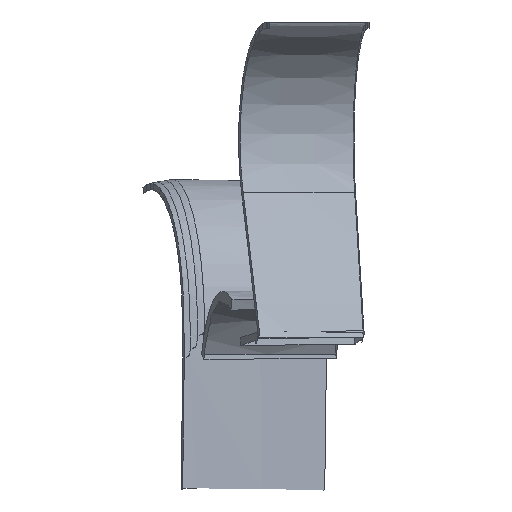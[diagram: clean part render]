
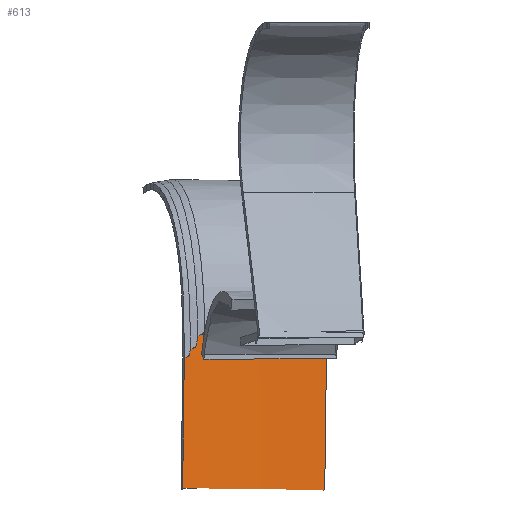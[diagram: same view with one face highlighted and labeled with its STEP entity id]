
A CAD part, left-side view. The second image highlights one B-rep face of the part: STEP entity #613.
In plain terms, the highlighted face is a revolution surface.
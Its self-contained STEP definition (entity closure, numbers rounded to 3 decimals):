
#31=SURFACE_OF_REVOLUTION('',#2547,#33);
#33=AXIS1_PLACEMENT('',#5151,#2919);
#35=(
BOUNDED_CURVE()
B_SPLINE_CURVE(3,(#5065,#5066,#5067,#5068),.UNSPECIFIED.,.F.,.F.)
B_SPLINE_CURVE_WITH_KNOTS((4,4),(0.,1.),.UNSPECIFIED.)
CURVE()
GEOMETRIC_REPRESENTATION_ITEM()
RATIONAL_B_SPLINE_CURVE((1.,1.,1.,1.))
REPRESENTATION_ITEM('')
);
#36=(
BOUNDED_CURVE()
B_SPLINE_CURVE(3,(#5070,#5071,#5072,#5073),.UNSPECIFIED.,.F.,.F.)
B_SPLINE_CURVE_WITH_KNOTS((4,4),(0.,1.),.UNSPECIFIED.)
CURVE()
GEOMETRIC_REPRESENTATION_ITEM()
RATIONAL_B_SPLINE_CURVE((1.,1.,1.,1.))
REPRESENTATION_ITEM('')
);
#37=(
BOUNDED_CURVE()
B_SPLINE_CURVE(3,(#5075,#5076,#5077,#5078),.UNSPECIFIED.,.F.,.F.)
B_SPLINE_CURVE_WITH_KNOTS((4,4),(0.,1.),.UNSPECIFIED.)
CURVE()
GEOMETRIC_REPRESENTATION_ITEM()
RATIONAL_B_SPLINE_CURVE((1.,0.999,0.999,1.))
REPRESENTATION_ITEM('')
);
#38=(
BOUNDED_CURVE()
B_SPLINE_CURVE(3,(#5090,#5091,#5092,#5093),.UNSPECIFIED.,.F.,.F.)
B_SPLINE_CURVE_WITH_KNOTS((4,4),(0.,1.),.UNSPECIFIED.)
CURVE()
GEOMETRIC_REPRESENTATION_ITEM()
RATIONAL_B_SPLINE_CURVE((1.,0.999,0.999,1.))
REPRESENTATION_ITEM('')
);
#613=ADVANCED_FACE('',(#730),#31,.F.);
#730=FACE_OUTER_BOUND('',#796,.T.);
#796=EDGE_LOOP('',(#1346,#1347,#1348,#1349,#1350,#1351,#1352,#1353,#1354,
#1355,#1356,#1357));
#1346=ORIENTED_EDGE('',*,*,#2189,.F.);
#1347=ORIENTED_EDGE('',*,*,#2190,.T.);
#1348=ORIENTED_EDGE('',*,*,#2191,.T.);
#1349=ORIENTED_EDGE('',*,*,#2192,.T.);
#1350=ORIENTED_EDGE('',*,*,#2193,.T.);
#1351=ORIENTED_EDGE('',*,*,#2194,.T.);
#1352=ORIENTED_EDGE('',*,*,#2195,.F.);
#1353=ORIENTED_EDGE('',*,*,#2196,.F.);
#1354=ORIENTED_EDGE('',*,*,#2197,.F.);
#1355=ORIENTED_EDGE('',*,*,#2198,.T.);
#1356=ORIENTED_EDGE('',*,*,#2199,.F.);
#1357=ORIENTED_EDGE('',*,*,#2200,.T.);
#1784=VERTEX_POINT('',#5063);
#1785=VERTEX_POINT('',#5064);
#1786=VERTEX_POINT('',#5069);
#1787=VERTEX_POINT('',#5074);
#1788=VERTEX_POINT('',#5079);
#1789=VERTEX_POINT('',#5084);
#1790=VERTEX_POINT('',#5089);
#1791=VERTEX_POINT('',#5094);
#1792=VERTEX_POINT('',#5099);
#1793=VERTEX_POINT('',#5104);
#1794=VERTEX_POINT('',#5127);
#1795=VERTEX_POINT('',#5132);
#2189=EDGE_CURVE('',#1784,#1785,#2539,.T.);
#2190=EDGE_CURVE('',#1784,#1786,#35,.T.);
#2191=EDGE_CURVE('',#1786,#1787,#36,.T.);
#2192=EDGE_CURVE('',#1787,#1788,#37,.T.);
#2193=EDGE_CURVE('',#1788,#1789,#2540,.T.);
#2194=EDGE_CURVE('',#1789,#1790,#2541,.T.);
#2195=EDGE_CURVE('',#1791,#1790,#38,.T.);
#2196=EDGE_CURVE('',#1792,#1791,#2542,.T.);
#2197=EDGE_CURVE('',#1793,#1792,#2543,.T.);
#2198=EDGE_CURVE('',#1793,#1794,#2544,.T.);
#2199=EDGE_CURVE('',#1795,#1794,#2545,.T.);
#2200=EDGE_CURVE('',#1795,#1785,#2546,.T.);
#2539=B_SPLINE_CURVE_WITH_KNOTS('',3,(#5059,#5060,#5061,#5062),
 .UNSPECIFIED.,.F.,.F.,(4,4),(0.,1.),.UNSPECIFIED.);
#2540=B_SPLINE_CURVE_WITH_KNOTS('',3,(#5080,#5081,#5082,#5083),
 .UNSPECIFIED.,.F.,.F.,(4,4),(0.,1.),.UNSPECIFIED.);
#2541=B_SPLINE_CURVE_WITH_KNOTS('',3,(#5085,#5086,#5087,#5088),
 .UNSPECIFIED.,.F.,.F.,(4,4),(0.,1.),.UNSPECIFIED.);
#2542=B_SPLINE_CURVE_WITH_KNOTS('',3,(#5095,#5096,#5097,#5098),
 .UNSPECIFIED.,.F.,.F.,(4,4),(0.,1.),.UNSPECIFIED.);
#2543=B_SPLINE_CURVE_WITH_KNOTS('',3,(#5100,#5101,#5102,#5103),
 .UNSPECIFIED.,.F.,.F.,(4,4),(0.,1.),.UNSPECIFIED.);
#2544=B_SPLINE_CURVE_WITH_KNOTS('',3,(#5105,#5106,#5107,#5108,#5109,#5110,
#5111,#5112,#5113,#5114,#5115,#5116,#5117,#5118,#5119,#5120,#5121,#5122,
#5123,#5124,#5125,#5126),.UNSPECIFIED.,.F.,.F.,(4,2,2,2,2,2,2,2,2,2,4),
(0.,0.125,0.25,0.313,0.375,
0.5,0.625,0.75,0.875,0.938,1.),.UNSPECIFIED.);
#2545=B_SPLINE_CURVE_WITH_KNOTS('',3,(#5128,#5129,#5130,#5131),
 .UNSPECIFIED.,.F.,.F.,(4,4),(0.,1.),.UNSPECIFIED.);
#2546=B_SPLINE_CURVE_WITH_KNOTS('',3,(#5133,#5134,#5135,#5136,#5137,#5138,
#5139,#5140,#5141,#5142,#5143,#5144,#5145,#5146,#5147,#5148),
 .UNSPECIFIED.,.F.,.F.,(4,2,2,2,2,2,2,4),(0.,0.25,0.375,
0.5,0.625,0.75,0.875,1.),.UNSPECIFIED.);
#2547=B_SPLINE_CURVE_WITH_KNOTS('',1,(#5149,#5150),.UNSPECIFIED.,.F.,.F.,
(2,2),(0.,1.),.UNSPECIFIED.);
#2919=DIRECTION('',(-0.002,0.013,-1.));
#5059=CARTESIAN_POINT('',(5406.366,1279.01,-4570.667));
#5060=CARTESIAN_POINT('',(5406.796,1276.646,-4381.672));
#5061=CARTESIAN_POINT('',(5407.228,1274.281,-4192.678));
#5062=CARTESIAN_POINT('',(5407.662,1271.918,-4003.683));
#5063=CARTESIAN_POINT('',(5406.366,1279.01,-4570.667));
#5064=CARTESIAN_POINT('',(5407.662,1271.918,-4003.683));
#5065=CARTESIAN_POINT('',(5406.366,1279.01,-4570.667));
#5066=CARTESIAN_POINT('',(5409.119,1267.742,-4570.814));
#5067=CARTESIAN_POINT('',(5411.836,1256.464,-4570.961));
#5068=CARTESIAN_POINT('',(5414.516,1245.178,-4571.109));
#5069=CARTESIAN_POINT('',(5414.516,1245.178,-4571.109));
#5070=CARTESIAN_POINT('',(5414.516,1245.178,-4571.109));
#5071=CARTESIAN_POINT('',(5416.724,1235.88,-4571.23));
#5072=CARTESIAN_POINT('',(5418.907,1226.577,-4571.351));
#5073=CARTESIAN_POINT('',(5421.065,1217.269,-4571.473));
#5074=CARTESIAN_POINT('',(5421.065,1217.269,-4571.472));
#5075=CARTESIAN_POINT('',(5421.065,1217.269,-4571.473));
#5076=CARTESIAN_POINT('',(5463.617,1033.739,-4573.866));
#5077=CARTESIAN_POINT('',(5496.488,848.231,-4576.262));
#5078=CARTESIAN_POINT('',(5519.586,661.255,-4578.655));
#5079=CARTESIAN_POINT('',(5519.586,661.255,-4578.655));
#5080=CARTESIAN_POINT('',(5519.586,661.255,-4578.655));
#5081=CARTESIAN_POINT('',(5520.09,658.485,-4357.314));
#5082=CARTESIAN_POINT('',(5520.597,655.714,-4135.974));
#5083=CARTESIAN_POINT('',(5521.105,652.944,-3914.633));
#5084=CARTESIAN_POINT('',(5521.105,652.944,-3914.633));
#5085=CARTESIAN_POINT('',(5521.105,652.944,-3914.633));
#5086=CARTESIAN_POINT('',(5520.848,655.031,-3913.462));
#5087=CARTESIAN_POINT('',(5520.594,657.089,-3912.203));
#5088=CARTESIAN_POINT('',(5520.358,658.987,-3910.685));
#5089=CARTESIAN_POINT('',(5520.358,658.987,-3910.685));
#5090=CARTESIAN_POINT('',(5424.081,1202.475,-3903.665));
#5091=CARTESIAN_POINT('',(5465.452,1023.038,-3906.004));
#5092=CARTESIAN_POINT('',(5497.573,841.716,-3908.346));
#5093=CARTESIAN_POINT('',(5520.358,658.987,-3910.685));
#5094=CARTESIAN_POINT('',(5424.081,1202.475,-3903.665));
#5095=CARTESIAN_POINT('',(5421.524,1213.527,-3909.811));
#5096=CARTESIAN_POINT('',(5422.392,1209.795,-3907.974));
#5097=CARTESIAN_POINT('',(5423.282,1205.949,-3906.16));
#5098=CARTESIAN_POINT('',(5424.081,1202.475,-3903.665));
#5099=CARTESIAN_POINT('',(5421.524,1213.527,-3909.811));
#5100=CARTESIAN_POINT('',(5421.524,1213.527,-3909.817));
#5101=CARTESIAN_POINT('',(5421.524,1213.527,-3909.815));
#5102=CARTESIAN_POINT('',(5421.524,1213.527,-3909.813));
#5103=CARTESIAN_POINT('',(5421.524,1213.527,-3909.811));
#5104=CARTESIAN_POINT('',(5421.524,1213.527,-3909.817));
#5105=CARTESIAN_POINT('',(5421.524,1213.527,-3909.817));
#5106=CARTESIAN_POINT('',(5421.38,1214.154,-3912.836));
#5107=CARTESIAN_POINT('',(5421.24,1214.763,-3915.993));
#5108=CARTESIAN_POINT('',(5421.024,1215.708,-3922.221));
#5109=CARTESIAN_POINT('',(5420.977,1215.917,-3925.391));
#5110=CARTESIAN_POINT('',(5420.889,1216.309,-3930.198));
#5111=CARTESIAN_POINT('',(5420.856,1216.455,-3931.847));
#5112=CARTESIAN_POINT('',(5420.781,1216.784,-3935.045));
#5113=CARTESIAN_POINT('',(5420.738,1216.972,-3936.616));
#5114=CARTESIAN_POINT('',(5420.581,1217.658,-3941.273));
#5115=CARTESIAN_POINT('',(5420.445,1218.25,-3944.386));
#5116=CARTESIAN_POINT('',(5420.049,1219.956,-3950.314));
#5117=CARTESIAN_POINT('',(5419.784,1221.098,-3953.188));
#5118=CARTESIAN_POINT('',(5418.994,1224.48,-3957.868));
#5119=CARTESIAN_POINT('',(5418.464,1226.74,-3959.548));
#5120=CARTESIAN_POINT('',(5417.311,1231.638,-3961.796));
#5121=CARTESIAN_POINT('',(5416.677,1234.321,-3962.492));
#5122=CARTESIAN_POINT('',(5415.769,1238.148,-3963.284));
#5123=CARTESIAN_POINT('',(5415.454,1239.473,-3963.534));
#5124=CARTESIAN_POINT('',(5414.851,1242.006,-3964.002));
#5125=CARTESIAN_POINT('',(5414.538,1243.321,-3964.234));
#5126=CARTESIAN_POINT('',(5414.224,1244.638,-3964.472));
#5127=CARTESIAN_POINT('',(5414.224,1244.638,-3964.472));
#5128=CARTESIAN_POINT('',(5414.224,1244.637,-3964.526));
#5129=CARTESIAN_POINT('',(5414.224,1244.637,-3964.508));
#5130=CARTESIAN_POINT('',(5414.225,1244.638,-3964.49));
#5131=CARTESIAN_POINT('',(5414.225,1244.638,-3964.472));
#5132=CARTESIAN_POINT('',(5414.224,1244.637,-3964.526));
#5133=CARTESIAN_POINT('',(5414.224,1244.637,-3964.526));
#5134=CARTESIAN_POINT('',(5413.929,1245.883,-3969.052));
#5135=CARTESIAN_POINT('',(5413.69,1246.899,-3973.725));
#5136=CARTESIAN_POINT('',(5413.424,1248.029,-3980.725));
#5137=CARTESIAN_POINT('',(5413.346,1248.361,-3983.113));
#5138=CARTESIAN_POINT('',(5413.14,1249.232,-3987.799));
#5139=CARTESIAN_POINT('',(5413.012,1249.775,-3990.121));
#5140=CARTESIAN_POINT('',(5412.586,1251.563,-3994.336));
#5141=CARTESIAN_POINT('',(5412.278,1252.851,-3996.164));
#5142=CARTESIAN_POINT('',(5411.5,1256.09,-3998.839));
#5143=CARTESIAN_POINT('',(5411.044,1257.982,-3999.723));
#5144=CARTESIAN_POINT('',(5410.096,1261.906,-4001.126));
#5145=CARTESIAN_POINT('',(5409.605,1263.932,-4001.651));
#5146=CARTESIAN_POINT('',(5408.634,1267.929,-4002.665));
#5147=CARTESIAN_POINT('',(5408.147,1269.927,-4003.156));
#5148=CARTESIAN_POINT('',(5407.662,1271.918,-4003.683));
#5149=CARTESIAN_POINT('',(5473.212,965.095,-3906.747));
#5150=CARTESIAN_POINT('',(5473.212,965.095,-4574.747));
#5151=CARTESIAN_POINT('',(176.036,-7.521,-3903.448));
